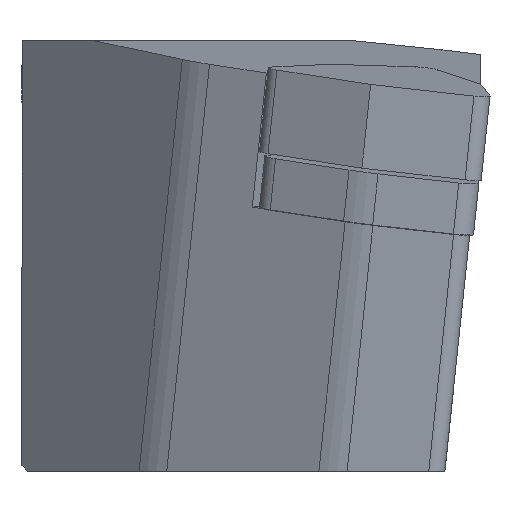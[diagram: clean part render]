
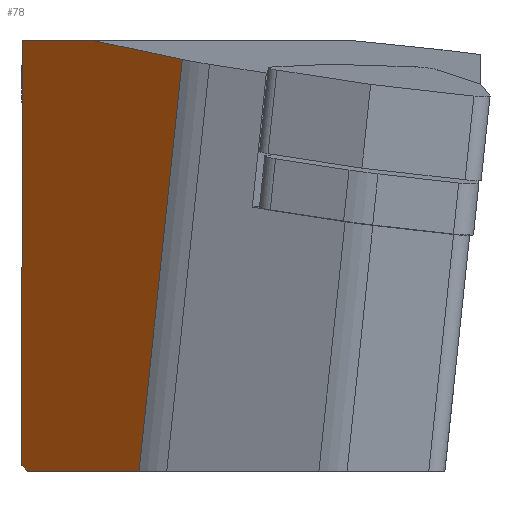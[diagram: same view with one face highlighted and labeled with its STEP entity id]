
A CAD part, left-side view. The second image highlights one B-rep face of the part: STEP entity #78.
In plain terms, the highlighted planar face has unit normal (-0.703, 0.711, 0).
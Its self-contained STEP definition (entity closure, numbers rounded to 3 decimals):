
#78=ADVANCED_FACE('',(#194),#145,.F.);
#145=PLANE('',#1230);
#194=FACE_OUTER_BOUND('',#261,.T.);
#261=EDGE_LOOP('',(#621,#622,#623,#624,#625,#626));
#338=LINE('',#1696,#469);
#347=LINE('',#1713,#478);
#350=LINE('',#1721,#481);
#351=LINE('',#1722,#482);
#352=LINE('',#1724,#483);
#353=LINE('',#1726,#484);
#469=VECTOR('',#1354,1.);
#478=VECTOR('',#1367,1.);
#481=VECTOR('',#1374,1.);
#482=VECTOR('',#1375,1.);
#483=VECTOR('',#1376,1.);
#484=VECTOR('',#1377,1.);
#621=ORIENTED_EDGE('',*,*,#1056,.F.);
#622=ORIENTED_EDGE('',*,*,#1043,.F.);
#623=ORIENTED_EDGE('',*,*,#1057,.F.);
#624=ORIENTED_EDGE('',*,*,#1058,.F.);
#625=ORIENTED_EDGE('',*,*,#1059,.F.);
#626=ORIENTED_EDGE('',*,*,#1052,.F.);
#934=VERTEX_POINT('',#1685);
#939=VERTEX_POINT('',#1695);
#945=VERTEX_POINT('',#1712);
#946=VERTEX_POINT('',#1714);
#949=VERTEX_POINT('',#1723);
#950=VERTEX_POINT('',#1725);
#1043=EDGE_CURVE('',#939,#934,#338,.T.);
#1052=EDGE_CURVE('',#945,#946,#347,.T.);
#1056=EDGE_CURVE('',#934,#945,#350,.T.);
#1057=EDGE_CURVE('',#949,#939,#351,.T.);
#1058=EDGE_CURVE('',#950,#949,#352,.T.);
#1059=EDGE_CURVE('',#946,#950,#353,.T.);
#1230=AXIS2_PLACEMENT_3D('',#1727,#1378,#1379);
#1354=DIRECTION('',(0.001,0.,1.));
#1367=DIRECTION('',(-0.703,-0.696,-0.147));
#1374=DIRECTION('',(-0.711,-0.703,0.));
#1375=DIRECTION('',(0.582,0.575,0.575));
#1376=DIRECTION('',(0.711,0.703,0.));
#1377=DIRECTION('',(0.105,0.104,-0.989));
#1378=DIRECTION('',(0.703,-0.711,0.));
#1379=DIRECTION('',(0.711,0.703,0.));
#1685=CARTESIAN_POINT('',(14.565,0.,3.));
#1695=CARTESIAN_POINT('',(14.552,0.,-19.7));
#1696=CARTESIAN_POINT('',(14.545,0.,-32.087));
#1712=CARTESIAN_POINT('',(10.683,-3.84,3.));
#1713=CARTESIAN_POINT('',(5.909,-8.562,1.999));
#1714=CARTESIAN_POINT('',(5.909,-8.562,1.999));
#1721=CARTESIAN_POINT('',(9.521,-4.989,3.));
#1722=CARTESIAN_POINT('',(7.036,-7.43,-27.13));
#1723=CARTESIAN_POINT('',(14.248,-0.3,-20.));
#1724=CARTESIAN_POINT('',(9.514,-4.983,-20.));
#1725=CARTESIAN_POINT('',(8.233,-6.249,-20.));
#1726=CARTESIAN_POINT('',(9.511,-4.979,-32.084));
#1727=CARTESIAN_POINT('',(9.511,-4.979,-32.084));
